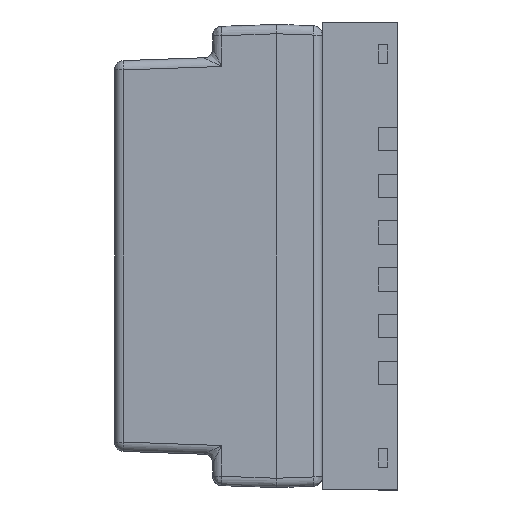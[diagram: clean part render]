
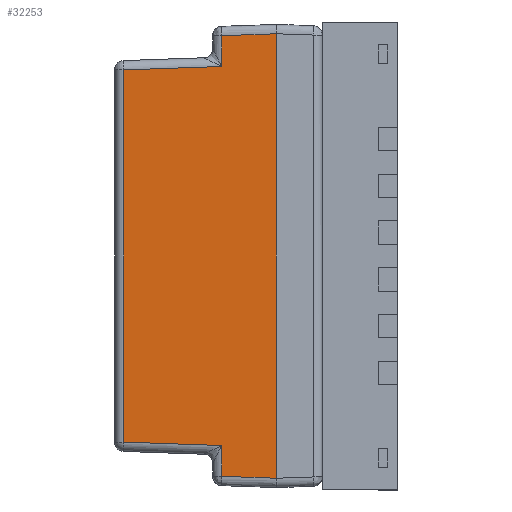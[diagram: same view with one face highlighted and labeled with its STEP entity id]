
A CAD part, left-side view. The second image highlights one B-rep face of the part: STEP entity #32253.
In plain terms, the highlighted face is planar.
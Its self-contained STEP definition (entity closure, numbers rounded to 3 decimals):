
#207=B_SPLINE_CURVE_WITH_KNOTS('',3,(#50478,#50479,#50480,#50481),
 .UNSPECIFIED.,.F.,.F.,(4,4),(0.,1.),.UNSPECIFIED.);
#208=B_SPLINE_CURVE_WITH_KNOTS('',3,(#50492,#50493,#50494,#50495),
 .UNSPECIFIED.,.F.,.F.,(4,4),(0.,1.),.UNSPECIFIED.);
#1906=FACE_OUTER_BOUND('',#3581,.T.);
#3581=EDGE_LOOP('',(#28076,#28077,#28078,#28079,#28080,#28081,#28082,#28083));
#7785=LINE('',#50476,#12165);
#7786=LINE('',#50483,#12166);
#7787=LINE('',#50485,#12167);
#7788=LINE('',#50487,#12168);
#7789=LINE('',#50489,#12169);
#7790=LINE('',#50491,#12170);
#12165=VECTOR('',#41232,1000.);
#12166=VECTOR('',#41233,1000.);
#12167=VECTOR('',#41234,1000.);
#12168=VECTOR('',#41235,1000.);
#12169=VECTOR('',#41236,1000.);
#12170=VECTOR('',#41237,1000.);
#15269=VERTEX_POINT('',#50474);
#15270=VERTEX_POINT('',#50475);
#15271=VERTEX_POINT('',#50477);
#15272=VERTEX_POINT('',#50482);
#15273=VERTEX_POINT('',#50484);
#15274=VERTEX_POINT('',#50486);
#15275=VERTEX_POINT('',#50488);
#15276=VERTEX_POINT('',#50490);
#19609=EDGE_CURVE('',#15269,#15270,#7785,.T.);
#19610=EDGE_CURVE('',#15270,#15271,#207,.T.);
#19611=EDGE_CURVE('',#15271,#15272,#7786,.T.);
#19612=EDGE_CURVE('',#15272,#15273,#7787,.T.);
#19613=EDGE_CURVE('',#15273,#15274,#7788,.T.);
#19614=EDGE_CURVE('',#15274,#15275,#7789,.T.);
#19615=EDGE_CURVE('',#15275,#15276,#7790,.T.);
#19616=EDGE_CURVE('',#15276,#15269,#208,.T.);
#28076=ORIENTED_EDGE('',*,*,#19609,.T.);
#28077=ORIENTED_EDGE('',*,*,#19610,.T.);
#28078=ORIENTED_EDGE('',*,*,#19611,.T.);
#28079=ORIENTED_EDGE('',*,*,#19612,.T.);
#28080=ORIENTED_EDGE('',*,*,#19613,.T.);
#28081=ORIENTED_EDGE('',*,*,#19614,.T.);
#28082=ORIENTED_EDGE('',*,*,#19615,.T.);
#28083=ORIENTED_EDGE('',*,*,#19616,.T.);
#30662=PLANE('',#34131);
#32253=ADVANCED_FACE('',(#1906),#30662,.T.);
#34131=AXIS2_PLACEMENT_3D('',#50473,#41230,#41231);
#41230=DIRECTION('center_axis',(0.,0.035,-0.999));
#41231=DIRECTION('ref_axis',(-1.,0.,0.));
#41232=DIRECTION('',(-1.,0.,0.));
#41233=DIRECTION('',(1.,0.,0.));
#41234=DIRECTION('',(0.035,0.999,0.035));
#41235=DIRECTION('',(1.,0.,0.));
#41236=DIRECTION('',(0.035,-0.999,-0.035));
#41237=DIRECTION('',(1.,0.,0.));
#50473=CARTESIAN_POINT('Origin',(-180.934,7.561,83.223));
#50474=CARTESIAN_POINT('',(-176.085,7.568,83.223));
#50475=CARTESIAN_POINT('',(-180.834,7.568,83.223));
#50476=CARTESIAN_POINT('',(-180.934,7.568,83.223));
#50477=CARTESIAN_POINT('',(-180.813,8.15,83.243));
#50478=CARTESIAN_POINT('Ctrl Pts',(-180.834,7.568,83.223));
#50479=CARTESIAN_POINT('Ctrl Pts',(-180.827,7.762,83.23));
#50480=CARTESIAN_POINT('Ctrl Pts',(-180.82,7.956,83.236));
#50481=CARTESIAN_POINT('Ctrl Pts',(-180.813,8.15,83.243));
#50482=CARTESIAN_POINT('',(-180.484,8.15,83.243));
#50483=CARTESIAN_POINT('',(-180.481,8.15,83.243));
#50484=CARTESIAN_POINT('',(-180.447,9.199,83.28));
#50485=CARTESIAN_POINT('',(-180.444,9.292,83.283));
#50486=CARTESIAN_POINT('',(-176.471,9.199,83.28));
#50487=CARTESIAN_POINT('',(-176.375,9.199,83.28));
#50488=CARTESIAN_POINT('',(-176.435,8.15,83.243));
#50489=CARTESIAN_POINT('',(-176.438,8.243,83.246));
#50490=CARTESIAN_POINT('',(-176.106,8.15,83.243));
#50491=CARTESIAN_POINT('',(-176.009,8.15,83.243));
#50492=CARTESIAN_POINT('Ctrl Pts',(-176.106,8.15,83.243));
#50493=CARTESIAN_POINT('Ctrl Pts',(-176.099,7.956,83.236));
#50494=CARTESIAN_POINT('Ctrl Pts',(-176.092,7.762,83.23));
#50495=CARTESIAN_POINT('Ctrl Pts',(-176.085,7.568,83.223));
